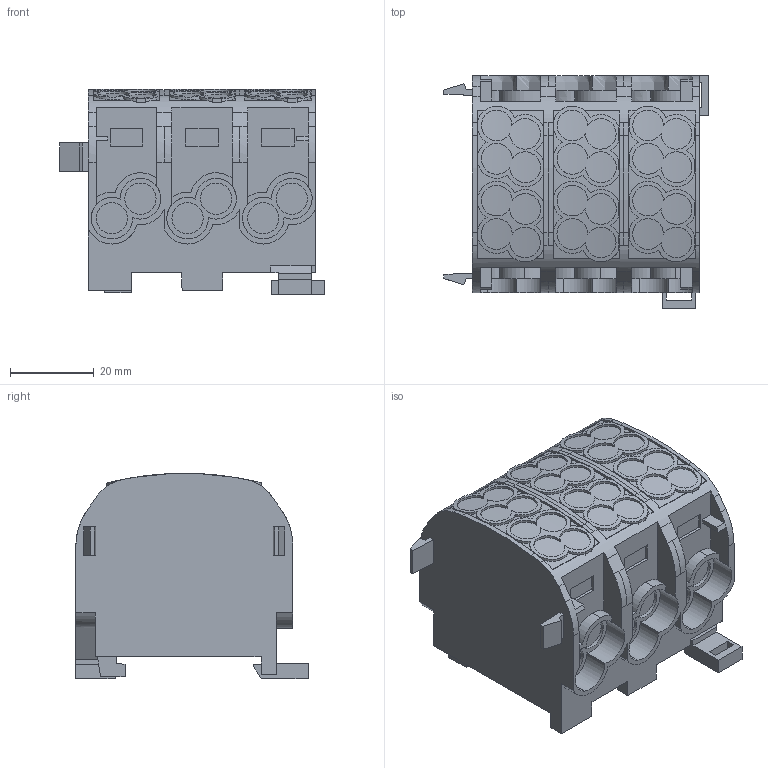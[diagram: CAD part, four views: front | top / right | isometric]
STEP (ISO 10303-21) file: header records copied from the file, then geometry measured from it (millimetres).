
FILE_DESCRIPTION(('CATIA V5R22 STEP214','CAx-IF Rec.Pracs.--- Model Styling and Organization---1.4--- 2014-01-23'),'2;1');
FILE_NAME ('7878441_3', '2021-12-07T13:33:29+00:00', ('Weidmueller Interface'), ('Weidmueller'), 'CATIA Version 5-6 Release 2016 SP3 HF44', 'CATIA V5 STEP AP214', 'none');
FILE_SCHEMA(('AUTOMOTIVE_DESIGN { 1 0 10303 214 1 1 1 1 }'));
Length unit declared in the file: millimetre
Products named in the file (1): 1561130000_WPD_301_2x25-2x16 3xGY
Bounding box: 63.25 x 55.65 x 49.16 mm (x, y, z)
Volume: 98173.9 mm3; surface area: 26386.2 mm2
Topology: 4 solids, 4 shells, 511 faces, 1441 edges, 971 vertices
Faces by surface type: plane 261, cylinder 224, extrusion 24, bspline 2
Entity records: 17921 total; most frequent: CARTESIAN_POINT 5762, ORIENTED_EDGE 2882, DIRECTION 1847, EDGE_CURVE 1441, VERTEX_POINT 971, VECTOR 881, LINE 857, AXIS2_PLACEMENT_3D 601
